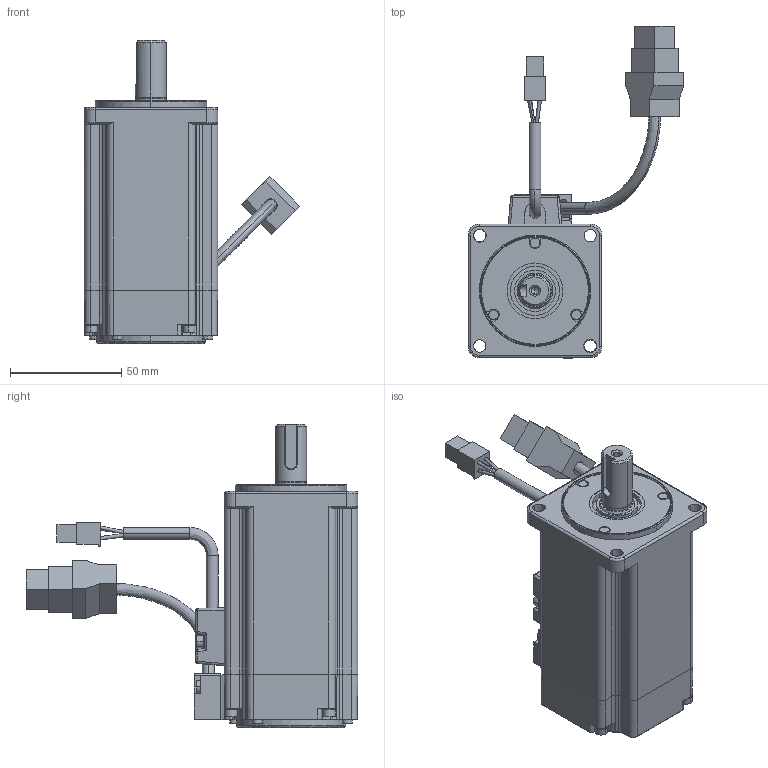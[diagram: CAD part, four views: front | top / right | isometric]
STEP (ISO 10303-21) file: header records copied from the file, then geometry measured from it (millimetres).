
FILE_DESCRIPTION (( 'STEP AP214' ), '1' );
FILE_NAME ('ECM-A3H-CX0604RSX P1 Coord fXT.STEP', '2020-06-09T15:30:22', ( '' ), ( '' ), 'SwSTEP 2.0', 'SolidWorks 2017', '' );
FILE_SCHEMA (( 'AUTOMOTIVE_DESIGN' ));
Length unit declared in the file: inch
Products named in the file (1): ECM-A3H-CX0604RSX P1 Coord fXT
Bounding box: 96.81 x 148.93 x 136 mm (x, y, z)
Volume: 371135.4 mm3; surface area: 43603.3 mm2
Topology: 1 solids, 4 shells, 608 faces, 1548 edges, 953 vertices
Faces by surface type: cylinder 215, plane 199, bspline 135, cone 59
Entity records: 22400 total; most frequent: CARTESIAN_POINT 8735, ORIENTED_EDGE 3044, DIRECTION 2613, EDGE_CURVE 1522, AXIS2_PLACEMENT_3D 995, VERTEX_POINT 953, EDGE_LOOP 661, LINE 623
